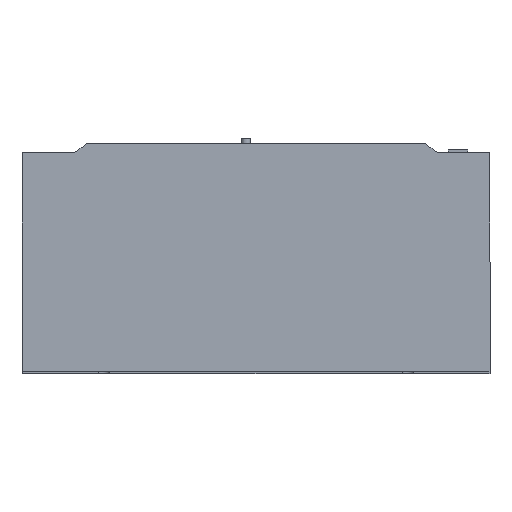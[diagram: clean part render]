
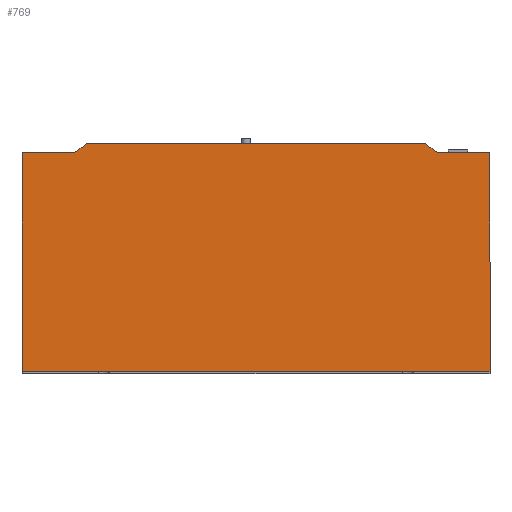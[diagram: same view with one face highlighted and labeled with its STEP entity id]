
A CAD part, front view. The second image highlights one B-rep face of the part: STEP entity #769.
In plain terms, the highlighted planar face has unit normal (0, -1, 0).
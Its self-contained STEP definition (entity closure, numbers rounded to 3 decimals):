
#30 = VERTEX_POINT ( 'NONE', #2735 ) ;
#48 = CARTESIAN_POINT ( 'NONE',  ( -400., -630.75, 378. ) ) ;
#82 = DIRECTION ( 'NONE',  ( 0., 0., 1. ) ) ;
#135 = EDGE_CURVE ( 'NONE', #30, #2190, #2079, .T. ) ;
#153 = EDGE_CURVE ( 'NONE', #2190, #1640, #2336, .T. ) ;
#159 = VECTOR ( 'NONE', #561, 1000. ) ;
#190 = LINE ( 'NONE', #1869, #159 ) ;
#247 = VECTOR ( 'NONE', #82, 1000. ) ;
#265 = ORIENTED_EDGE ( 'NONE', *, *, #2571, .F. ) ;
#348 = VERTEX_POINT ( 'NONE', #1637 ) ;
#548 = VERTEX_POINT ( 'NONE', #1685 ) ;
#561 = DIRECTION ( 'NONE',  ( -1., 0., 0. ) ) ;
#641 = LINE ( 'NONE', #1373, #247 ) ;
#706 = ORIENTED_EDGE ( 'NONE', *, *, #2440, .T. ) ;
#738 = CARTESIAN_POINT ( 'NONE',  ( -400., -630.75, 378. ) ) ;
#769 = ADVANCED_FACE ( 'NONE', ( #2398 ), #1146, .F. ) ;
#805 = VECTOR ( 'NONE', #1326, 1000. ) ;
#832 = CARTESIAN_POINT ( 'NONE',  ( -310., -630.75, 378. ) ) ;
#882 = LINE ( 'NONE', #1712, #1667 ) ;
#890 = EDGE_CURVE ( 'NONE', #1640, #2282, #190, .T. ) ;
#1044 = VECTOR ( 'NONE', #1776, 1000. ) ;
#1054 = VERTEX_POINT ( 'NONE', #1509 ) ;
#1146 = PLANE ( 'NONE',  #2696 ) ;
#1167 = VECTOR ( 'NONE', #2330, 1000. ) ;
#1169 = CARTESIAN_POINT ( 'NONE',  ( -400., -630.75, 4. ) ) ;
#1170 = DIRECTION ( 'NONE',  ( 0., 0., 1. ) ) ;
#1187 = ORIENTED_EDGE ( 'NONE', *, *, #2323, .F. ) ;
#1229 = VECTOR ( 'NONE', #2614, 1000. ) ;
#1249 = DIRECTION ( 'NONE',  ( -1., 0., 0. ) ) ;
#1271 = CARTESIAN_POINT ( 'NONE',  ( 421.789, -630.75, 294.158 ) ) ;
#1277 = ORIENTED_EDGE ( 'NONE', *, *, #153, .T. ) ;
#1326 = DIRECTION ( 'NONE',  ( -0.8, 0., -0.6 ) ) ;
#1363 = LINE ( 'NONE', #1271, #1167 ) ;
#1373 = CARTESIAN_POINT ( 'NONE',  ( 400., -630.75, -801.561 ) ) ;
#1414 = ORIENTED_EDGE ( 'NONE', *, *, #135, .T. ) ;
#1509 = CARTESIAN_POINT ( 'NONE',  ( 400., -630.75, 4. ) ) ;
#1577 = CARTESIAN_POINT ( 'NONE',  ( -290., -630.75, 393. ) ) ;
#1604 = LINE ( 'NONE', #738, #2023 ) ;
#1637 = CARTESIAN_POINT ( 'NONE',  ( 310., -630.75, 378. ) ) ;
#1640 = VERTEX_POINT ( 'NONE', #832 ) ;
#1667 = VECTOR ( 'NONE', #1249, 1000. ) ;
#1685 = CARTESIAN_POINT ( 'NONE',  ( 400., -630.75, 378. ) ) ;
#1712 = CARTESIAN_POINT ( 'NONE',  ( -400., -630.75, 4. ) ) ;
#1776 = DIRECTION ( 'NONE',  ( -1., 0., 0. ) ) ;
#1796 = LINE ( 'NONE', #1985, #1229 ) ;
#1869 = CARTESIAN_POINT ( 'NONE',  ( -400., -630.75, 378. ) ) ;
#1967 = CARTESIAN_POINT ( 'NONE',  ( -400., -630.75, 393. ) ) ;
#1985 = CARTESIAN_POINT ( 'NONE',  ( -400., -630.75, -801.561 ) ) ;
#2018 = EDGE_LOOP ( 'NONE', ( #706, #2535, #1414, #1277, #2420, #1187, #265, #2410 ) ) ;
#2023 = VECTOR ( 'NONE', #2267, 1000. ) ;
#2079 = LINE ( 'NONE', #1967, #1044 ) ;
#2160 = EDGE_CURVE ( 'NONE', #348, #30, #1363, .T. ) ;
#2190 = VERTEX_POINT ( 'NONE', #1577 ) ;
#2267 = DIRECTION ( 'NONE',  ( -1., 0., 0. ) ) ;
#2282 = VERTEX_POINT ( 'NONE', #48 ) ;
#2323 = EDGE_CURVE ( 'NONE', #2690, #2282, #1796, .T. ) ;
#2330 = DIRECTION ( 'NONE',  ( -0.8, 0., 0.6 ) ) ;
#2336 = LINE ( 'NONE', #2579, #805 ) ;
#2352 = EDGE_CURVE ( 'NONE', #1054, #548, #641, .T. ) ;
#2398 = FACE_OUTER_BOUND ( 'NONE', #2018, .T. ) ;
#2410 = ORIENTED_EDGE ( 'NONE', *, *, #2352, .T. ) ;
#2420 = ORIENTED_EDGE ( 'NONE', *, *, #890, .T. ) ;
#2440 = EDGE_CURVE ( 'NONE', #548, #348, #1604, .T. ) ;
#2535 = ORIENTED_EDGE ( 'NONE', *, *, #2160, .T. ) ;
#2571 = EDGE_CURVE ( 'NONE', #1054, #2690, #882, .T. ) ;
#2579 = CARTESIAN_POINT ( 'NONE',  ( -933.789, -630.75, -89.842 ) ) ;
#2614 = DIRECTION ( 'NONE',  ( 0., 0., 1. ) ) ;
#2683 = DIRECTION ( 'NONE',  ( 0., 1., 0. ) ) ;
#2689 = CARTESIAN_POINT ( 'NONE',  ( -400., -630.75, -801.561 ) ) ;
#2690 = VERTEX_POINT ( 'NONE', #1169 ) ;
#2696 = AXIS2_PLACEMENT_3D ( 'NONE', #2689, #2683, #1170 ) ;
#2735 = CARTESIAN_POINT ( 'NONE',  ( 290., -630.75, 393. ) ) ;
